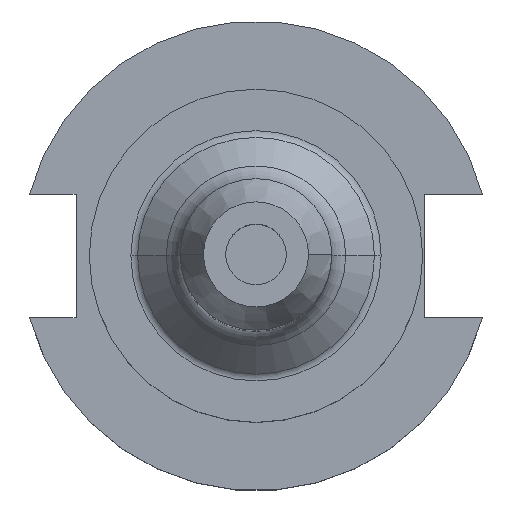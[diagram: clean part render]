
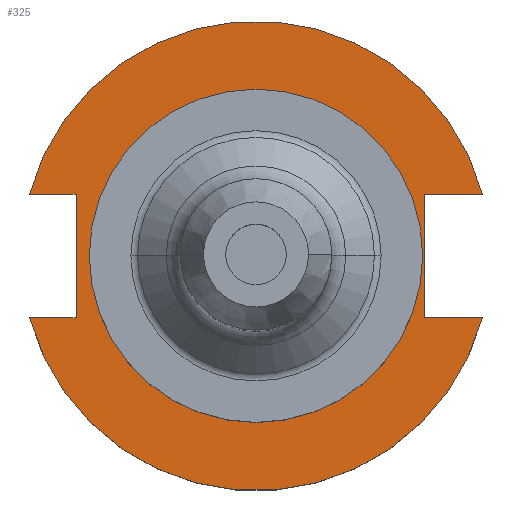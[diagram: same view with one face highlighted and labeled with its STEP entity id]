
A CAD part, top view. The second image highlights one B-rep face of the part: STEP entity #325.
In plain terms, the highlighted planar face has unit normal (0, 0, 1).
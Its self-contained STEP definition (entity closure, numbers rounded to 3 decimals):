
#20 = VECTOR ( 'NONE', #565, 1000. ) ;
#53 = ORIENTED_EDGE ( 'NONE', *, *, #413, .T. ) ;
#61 = VERTEX_POINT ( 'NONE', #115 ) ;
#65 = LINE ( 'NONE', #1050, #1337 ) ;
#87 = EDGE_CURVE ( 'NONE', #1583, #162, #65, .T. ) ;
#90 = LINE ( 'NONE', #761, #1641 ) ;
#111 = FACE_BOUND ( 'NONE', #1089, .T. ) ;
#115 = CARTESIAN_POINT ( 'NONE',  ( -37.719, 12.954, 19.05 ) ) ;
#132 = AXIS2_PLACEMENT_3D ( 'NONE', #1574, #618, #1157 ) ;
#145 = DIRECTION ( 'NONE',  ( 1., 0., 0. ) ) ;
#162 = VERTEX_POINT ( 'NONE', #285 ) ;
#185 = DIRECTION ( 'NONE',  ( 1., 0., 0. ) ) ;
#194 = AXIS2_PLACEMENT_3D ( 'NONE', #205, #719, #853 ) ;
#205 = CARTESIAN_POINT ( 'NONE',  ( 0., 0., 19.05 ) ) ;
#238 = CARTESIAN_POINT ( 'NONE',  ( -63.719, -12.954, 19.05 ) ) ;
#263 = VECTOR ( 'NONE', #1208, 1000. ) ;
#285 = CARTESIAN_POINT ( 'NONE',  ( 35.306, -12.954, 19.05 ) ) ;
#325 = ADVANCED_FACE ( 'NONE', ( #111, #1596 ), #603, .T. ) ;
#332 = ORIENTED_EDGE ( 'NONE', *, *, #553, .F. ) ;
#333 = ORIENTED_EDGE ( 'NONE', *, *, #1448, .F. ) ;
#362 = DIRECTION ( 'NONE',  ( 1., 0., 0. ) ) ;
#371 = VERTEX_POINT ( 'NONE', #1430 ) ;
#373 = CIRCLE ( 'NONE', #194, 49.212 ) ;
#382 = AXIS2_PLACEMENT_3D ( 'NONE', #1551, #444, #185 ) ;
#393 = EDGE_CURVE ( 'NONE', #371, #966, #513, .T. ) ;
#402 = AXIS2_PLACEMENT_3D ( 'NONE', #813, #551, #145 ) ;
#413 = EDGE_CURVE ( 'NONE', #645, #521, #980, .T. ) ;
#444 = DIRECTION ( 'NONE',  ( 0., 0., 1. ) ) ;
#464 = CIRCLE ( 'NONE', #402, 34.925 ) ;
#493 = EDGE_CURVE ( 'NONE', #1380, #1768, #1569, .T. ) ;
#513 = CIRCLE ( 'NONE', #1633, 34.925 ) ;
#516 = EDGE_CURVE ( 'NONE', #162, #1478, #977, .T. ) ;
#521 = VERTEX_POINT ( 'NONE', #1445 ) ;
#534 = DIRECTION ( 'NONE',  ( 0., -1., 0. ) ) ;
#551 = DIRECTION ( 'NONE',  ( 0., 0., 1. ) ) ;
#553 = EDGE_CURVE ( 'NONE', #966, #371, #464, .T. ) ;
#555 = CARTESIAN_POINT ( 'NONE',  ( -47.477, -12.954, 19.05 ) ) ;
#565 = DIRECTION ( 'NONE',  ( -1., 0., 0. ) ) ;
#603 = PLANE ( 'NONE',  #382 ) ;
#618 = DIRECTION ( 'NONE',  ( 0., 0., 1. ) ) ;
#643 = DIRECTION ( 'NONE',  ( 1., 0., 0. ) ) ;
#645 = VERTEX_POINT ( 'NONE', #1763 ) ;
#719 = DIRECTION ( 'NONE',  ( 0., 0., 1. ) ) ;
#747 = ORIENTED_EDGE ( 'NONE', *, *, #806, .T. ) ;
#761 = CARTESIAN_POINT ( 'NONE',  ( -63.719, 12.954, 19.05 ) ) ;
#806 = EDGE_CURVE ( 'NONE', #1380, #1478, #373, .T. ) ;
#813 = CARTESIAN_POINT ( 'NONE',  ( 0., 0., 19.05 ) ) ;
#832 = LINE ( 'NONE', #1657, #20 ) ;
#853 = DIRECTION ( 'NONE',  ( 1., 0., 0. ) ) ;
#905 = ORIENTED_EDGE ( 'NONE', *, *, #1697, .F. ) ;
#936 = ORIENTED_EDGE ( 'NONE', *, *, #516, .F. ) ;
#950 = ORIENTED_EDGE ( 'NONE', *, *, #1738, .F. ) ;
#966 = VERTEX_POINT ( 'NONE', #1021 ) ;
#977 = LINE ( 'NONE', #1317, #1418 ) ;
#980 = CIRCLE ( 'NONE', #132, 49.212 ) ;
#989 = ORIENTED_EDGE ( 'NONE', *, *, #493, .F. ) ;
#1021 = CARTESIAN_POINT ( 'NONE',  ( -34.925, 0., 19.05 ) ) ;
#1050 = CARTESIAN_POINT ( 'NONE',  ( 35.306, 12.954, 19.05 ) ) ;
#1051 = ORIENTED_EDGE ( 'NONE', *, *, #87, .F. ) ;
#1063 = VECTOR ( 'NONE', #362, 1000. ) ;
#1089 = EDGE_LOOP ( 'NONE', ( #1156, #332 ) ) ;
#1156 = ORIENTED_EDGE ( 'NONE', *, *, #393, .F. ) ;
#1157 = DIRECTION ( 'NONE',  ( 1., 0., 0. ) ) ;
#1199 = CARTESIAN_POINT ( 'NONE',  ( -37.719, 12.954, 19.05 ) ) ;
#1208 = DIRECTION ( 'NONE',  ( 0., 1., 0. ) ) ;
#1262 = LINE ( 'NONE', #1199, #263 ) ;
#1283 = DIRECTION ( 'NONE',  ( 0., 0., 1. ) ) ;
#1317 = CARTESIAN_POINT ( 'NONE',  ( 35.306, -12.954, 19.05 ) ) ;
#1337 = VECTOR ( 'NONE', #534, 1000. ) ;
#1380 = VERTEX_POINT ( 'NONE', #555 ) ;
#1418 = VECTOR ( 'NONE', #643, 1000. ) ;
#1430 = CARTESIAN_POINT ( 'NONE',  ( 34.925, 0., 19.05 ) ) ;
#1436 = CARTESIAN_POINT ( 'NONE',  ( 35.306, 12.954, 19.05 ) ) ;
#1445 = CARTESIAN_POINT ( 'NONE',  ( -47.477, 12.954, 19.05 ) ) ;
#1448 = EDGE_CURVE ( 'NONE', #1768, #61, #1262, .T. ) ;
#1478 = VERTEX_POINT ( 'NONE', #1632 ) ;
#1551 = CARTESIAN_POINT ( 'NONE',  ( 0., 49.212, 19.05 ) ) ;
#1569 = LINE ( 'NONE', #238, #1063 ) ;
#1574 = CARTESIAN_POINT ( 'NONE',  ( 0., 0., 19.05 ) ) ;
#1583 = VERTEX_POINT ( 'NONE', #1436 ) ;
#1590 = DIRECTION ( 'NONE',  ( -1., 0., 0. ) ) ;
#1596 = FACE_OUTER_BOUND ( 'NONE', #1731, .T. ) ;
#1632 = CARTESIAN_POINT ( 'NONE',  ( 47.477, -12.954, 19.05 ) ) ;
#1633 = AXIS2_PLACEMENT_3D ( 'NONE', #1695, #1283, #1704 ) ;
#1641 = VECTOR ( 'NONE', #1590, 1000. ) ;
#1657 = CARTESIAN_POINT ( 'NONE',  ( 35.306, 12.954, 19.05 ) ) ;
#1695 = CARTESIAN_POINT ( 'NONE',  ( 0., 0., 19.05 ) ) ;
#1697 = EDGE_CURVE ( 'NONE', #61, #521, #90, .T. ) ;
#1704 = DIRECTION ( 'NONE',  ( 1., 0., 0. ) ) ;
#1731 = EDGE_LOOP ( 'NONE', ( #747, #936, #1051, #950, #53, #905, #333, #989 ) ) ;
#1738 = EDGE_CURVE ( 'NONE', #645, #1583, #832, .T. ) ;
#1763 = CARTESIAN_POINT ( 'NONE',  ( 47.477, 12.954, 19.05 ) ) ;
#1767 = CARTESIAN_POINT ( 'NONE',  ( -37.719, -12.954, 19.05 ) ) ;
#1768 = VERTEX_POINT ( 'NONE', #1767 ) ;
